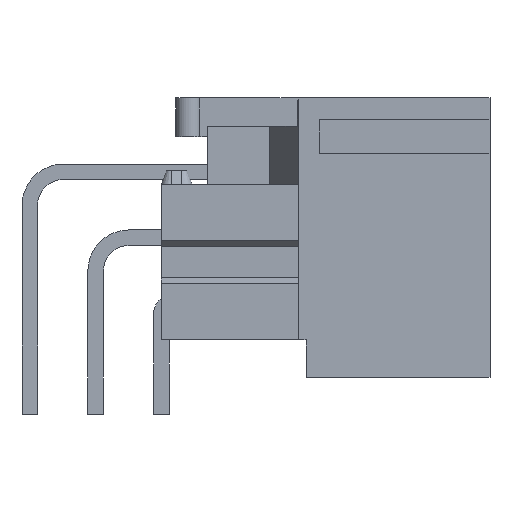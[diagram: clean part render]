
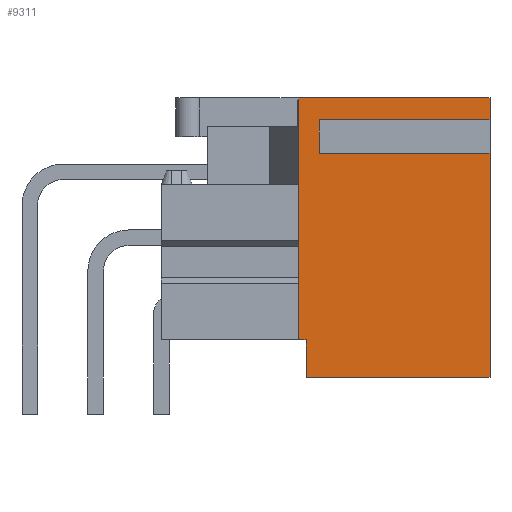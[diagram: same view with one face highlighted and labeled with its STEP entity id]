
A CAD part, front view. The second image highlights one B-rep face of the part: STEP entity #9311.
In plain terms, the highlighted planar face has unit normal (0, -1, 0).
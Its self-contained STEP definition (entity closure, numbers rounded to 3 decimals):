
#273=FACE_OUTER_BOUND($,#818,.T.);
#818=EDGE_LOOP($,(#6412,#6413,#6414,#6415,#6416,#6417,#6418,#6419,#6420,
#6421,#6422,#6423));
#1314=LINE($,#13086,#2563);
#1500=LINE($,#13479,#2749);
#1584=LINE($,#13636,#2833);
#1588=LINE($,#13643,#2837);
#1601=LINE($,#13667,#2850);
#1602=LINE($,#13669,#2851);
#1603=LINE($,#13671,#2852);
#1604=LINE($,#13673,#2853);
#1605=LINE($,#13674,#2854);
#1606=LINE($,#13676,#2855);
#1607=LINE($,#13678,#2856);
#1608=LINE($,#13679,#2857);
#2563=VECTOR($,#10538,7.35);
#2749=VECTOR($,#10784,7.1);
#2833=VECTOR($,#10916,0.85);
#2837=VECTOR($,#10920,8.65);
#2850=VECTOR($,#10941,0.071);
#2851=VECTOR($,#10942,3.3);
#2852=VECTOR($,#10943,6.);
#2853=VECTOR($,#10944,0.3);
#2854=VECTOR($,#10945,1.45);
#2855=VECTOR($,#10946,6.6);
#2856=VECTOR($,#10947,1.3);
#2857=VECTOR($,#10948,6.6);
#3812=VERTEX_POINT($,#13083);
#3813=VERTEX_POINT($,#13085);
#3989=VERTEX_POINT($,#13476);
#3990=VERTEX_POINT($,#13478);
#4039=VERTEX_POINT($,#13635);
#4042=VERTEX_POINT($,#13641);
#4049=VERTEX_POINT($,#13666);
#4050=VERTEX_POINT($,#13668);
#4051=VERTEX_POINT($,#13670);
#4052=VERTEX_POINT($,#13672);
#4053=VERTEX_POINT($,#13675);
#4054=VERTEX_POINT($,#13677);
#4707=EDGE_CURVE($,#3812,#3813,#1314,.T.);
#4899=EDGE_CURVE($,#3989,#3990,#1500,.T.);
#4983=EDGE_CURVE($,#3813,#4039,#1584,.T.);
#4987=EDGE_CURVE($,#4042,#3989,#1588,.T.);
#5000=EDGE_CURVE($,#3812,#4049,#1601,.T.);
#5001=EDGE_CURVE($,#4050,#4049,#1602,.T.);
#5002=EDGE_CURVE($,#4051,#4050,#1603,.T.);
#5003=EDGE_CURVE($,#4052,#4051,#1604,.T.);
#5004=EDGE_CURVE($,#4052,#3990,#1605,.T.);
#5005=EDGE_CURVE($,#4053,#4042,#1606,.T.);
#5006=EDGE_CURVE($,#4054,#4053,#1607,.T.);
#5007=EDGE_CURVE($,#4054,#4039,#1608,.T.);
#6412=ORIENTED_EDGE($,*,*,#4707,.F.);
#6413=ORIENTED_EDGE($,*,*,#5000,.T.);
#6414=ORIENTED_EDGE($,*,*,#5001,.F.);
#6415=ORIENTED_EDGE($,*,*,#5002,.F.);
#6416=ORIENTED_EDGE($,*,*,#5003,.F.);
#6417=ORIENTED_EDGE($,*,*,#5004,.T.);
#6418=ORIENTED_EDGE($,*,*,#4899,.F.);
#6419=ORIENTED_EDGE($,*,*,#4987,.F.);
#6420=ORIENTED_EDGE($,*,*,#5005,.F.);
#6421=ORIENTED_EDGE($,*,*,#5006,.F.);
#6422=ORIENTED_EDGE($,*,*,#5007,.T.);
#6423=ORIENTED_EDGE($,*,*,#4983,.F.);
#8817=PLANE($,#9943);
#9311=ADVANCED_FACE($,(#273),#8817,.F.);
#9943=AXIS2_PLACEMENT_3D($,#13665,#10939,#10940);
#10538=DIRECTION($,(1.,0.,0.));
#10784=DIRECTION($,(-1.,0.,0.));
#10916=DIRECTION($,(0.,0.,-1.));
#10920=DIRECTION($,(0.,0.,-1.));
#10939=DIRECTION('center_axis',(0.,1.,0.));
#10940=DIRECTION('ref_axis',(0.,0.,1.));
#10941=DIRECTION($,(-0.707,0.,-0.707));
#10942=DIRECTION($,(0.,0.,1.));
#10943=DIRECTION($,(0.,0.,1.));
#10944=DIRECTION($,(-1.,0.,0.));
#10945=DIRECTION($,(0.,0.,-1.));
#10946=DIRECTION($,(1.,0.,0.));
#10947=DIRECTION($,(0.,0.,-1.));
#10948=DIRECTION($,(1.,0.,0.));
#13083=CARTESIAN_POINT('',(5.34,-83.12,9.35));
#13085=CARTESIAN_POINT('',(12.69,-83.12,9.35));
#13086=CARTESIAN_POINT($,(12.69,-83.12,9.35));
#13476=CARTESIAN_POINT('',(12.69,-83.12,-1.45));
#13478=CARTESIAN_POINT('',(5.59,-83.12,-1.45));
#13479=CARTESIAN_POINT($,(12.69,-83.12,-1.45));
#13635=CARTESIAN_POINT('',(12.69,-83.12,8.5));
#13636=CARTESIAN_POINT($,(12.69,-83.12,-1.45));
#13641=CARTESIAN_POINT('',(12.69,-83.12,7.2));
#13643=CARTESIAN_POINT($,(12.69,-83.12,-1.45));
#13665=CARTESIAN_POINT('Origin',(1.79,-83.12,-1.45));
#13666=CARTESIAN_POINT('',(5.29,-83.12,9.3));
#13667=CARTESIAN_POINT($,(5.24,-83.12,9.25));
#13668=CARTESIAN_POINT('',(5.29,-83.12,6.));
#13669=CARTESIAN_POINT($,(5.29,-83.12,6.));
#13670=CARTESIAN_POINT('',(5.29,-83.12,0.));
#13671=CARTESIAN_POINT($,(5.29,-83.12,0.));
#13672=CARTESIAN_POINT('',(5.59,-83.12,0.));
#13673=CARTESIAN_POINT($,(5.59,-83.12,0.));
#13674=CARTESIAN_POINT($,(5.59,-83.12,0.));
#13675=CARTESIAN_POINT('',(6.09,-83.12,7.2));
#13676=CARTESIAN_POINT($,(6.09,-83.12,7.2));
#13677=CARTESIAN_POINT('',(6.09,-83.12,8.5));
#13678=CARTESIAN_POINT($,(6.09,-83.12,8.5));
#13679=CARTESIAN_POINT($,(6.09,-83.12,8.5));
